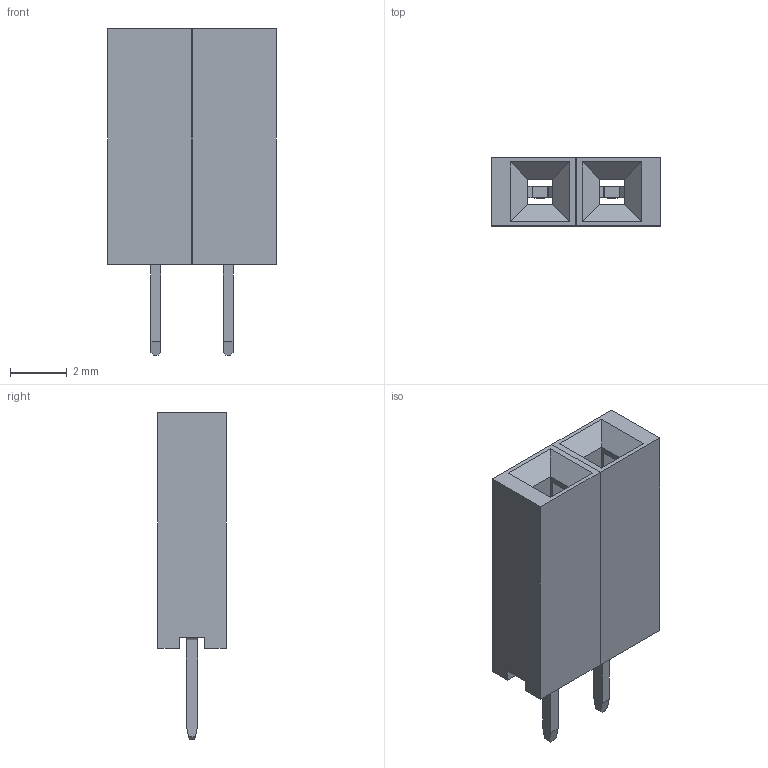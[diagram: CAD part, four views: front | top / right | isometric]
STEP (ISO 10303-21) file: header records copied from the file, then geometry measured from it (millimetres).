
FILE_DESCRIPTION(/* description */ (''),/* implementation_level */ '2;1');
FILE_NAME(/* name */ 'HEADERFEM2P.stp',/* time_stamp */ '2016-08-20T12:34:16+07:00',/* author */ ('ThYnOx_2'),/* organization */ (''),/* preprocessor_version */ 'ST-DEVELOPER v15.6',/* originating_system */ 'Autodesk Inventor 2015',/* authorisation */ '');
FILE_SCHEMA (('AUTOMOTIVE_DESIGN { 1 0 10303 214 3 1 1 }'));
Length unit declared in the file: millimetre
Products named in the file (2): HEADERFEMB; HEADERFEM2P
Bounding box: 5.94 x 2.4 x 11.5 mm (x, y, z)
Volume: 96 mm3; surface area: 344.8 mm2
Topology: 4 solids, 4 shells, 100 faces, 274 edges, 180 vertices
Faces by surface type: plane 86, cylinder 14
Entity records: 1632 total; most frequent: CARTESIAN_POINT 281, ORIENTED_EDGE 274, DIRECTION 259, EDGE_CURVE 137, LINE 123, VECTOR 123, VERTEX_POINT 90, AXIS2_PLACEMENT_3D 68
